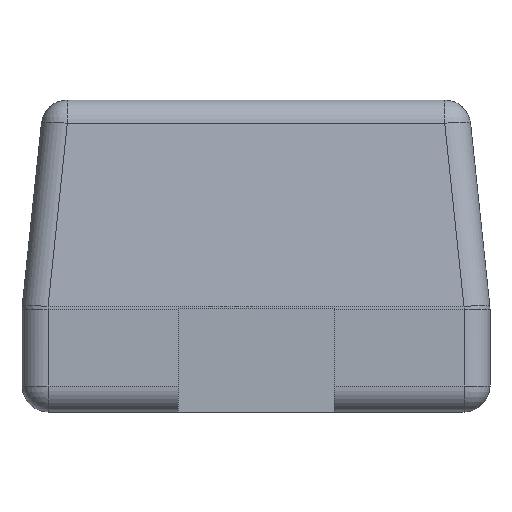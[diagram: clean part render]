
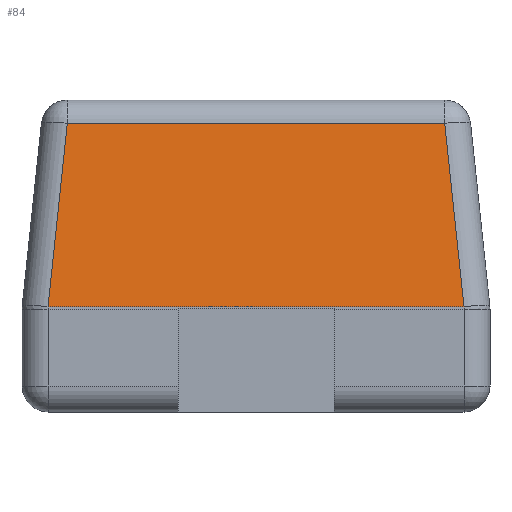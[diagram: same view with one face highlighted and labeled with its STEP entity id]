
A CAD part, left-side view. The second image highlights one B-rep face of the part: STEP entity #84.
In plain terms, the highlighted planar face has unit normal (-0.995, 0, 0.104).
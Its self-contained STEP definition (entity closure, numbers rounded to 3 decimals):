
#84 = ADVANCED_FACE('',(#85),#119,.T.);
#85 = FACE_BOUND('',#86,.T.);
#86 = EDGE_LOOP('',(#87,#97,#105,#113));
#87 = ORIENTED_EDGE('',*,*,#88,.F.);
#88 = EDGE_CURVE('',#89,#91,#93,.T.);
#89 = VERTEX_POINT('',#90);
#90 = CARTESIAN_POINT('',(0.,0.85,0.203));
#91 = VERTEX_POINT('',#92);
#92 = CARTESIAN_POINT('',(0.037,0.813,
    0.555));
#93 = LINE('',#94,#95);
#94 = CARTESIAN_POINT('',(-0.001,0.851,
    0.195));
#95 = VECTOR('',#96,1.);
#96 = DIRECTION('',(0.104,-0.104,0.989));
#97 = ORIENTED_EDGE('',*,*,#98,.F.);
#98 = EDGE_CURVE('',#99,#89,#101,.T.);
#99 = VERTEX_POINT('',#100);
#100 = CARTESIAN_POINT('',(0.,0.05,0.203));
#101 = LINE('',#102,#103);
#102 = CARTESIAN_POINT('',(0.,0.,0.203));
#103 = VECTOR('',#104,1.);
#104 = DIRECTION('',(-0.,1.,0.));
#105 = ORIENTED_EDGE('',*,*,#106,.T.);
#106 = EDGE_CURVE('',#99,#107,#109,.T.);
#107 = VERTEX_POINT('',#108);
#108 = CARTESIAN_POINT('',(0.037,0.087,
    0.555));
#109 = LINE('',#110,#111);
#110 = CARTESIAN_POINT('',(-0.001,0.049,
    0.195));
#111 = VECTOR('',#112,1.);
#112 = DIRECTION('',(0.104,0.104,0.989));
#113 = ORIENTED_EDGE('',*,*,#114,.T.);
#114 = EDGE_CURVE('',#107,#91,#115,.T.);
#115 = LINE('',#116,#117);
#116 = CARTESIAN_POINT('',(0.037,0.042,
    0.555));
#117 = VECTOR('',#118,1.);
#118 = DIRECTION('',(0.,1.,-0.));
#119 = PLANE('',#120);
#120 = AXIS2_PLACEMENT_3D('',#121,#122,#123);
#121 = CARTESIAN_POINT('',(0.,0.,0.2));
#122 = DIRECTION('',(-0.995,0.,0.105));
#123 = DIRECTION('',(0.,1.,0.));
